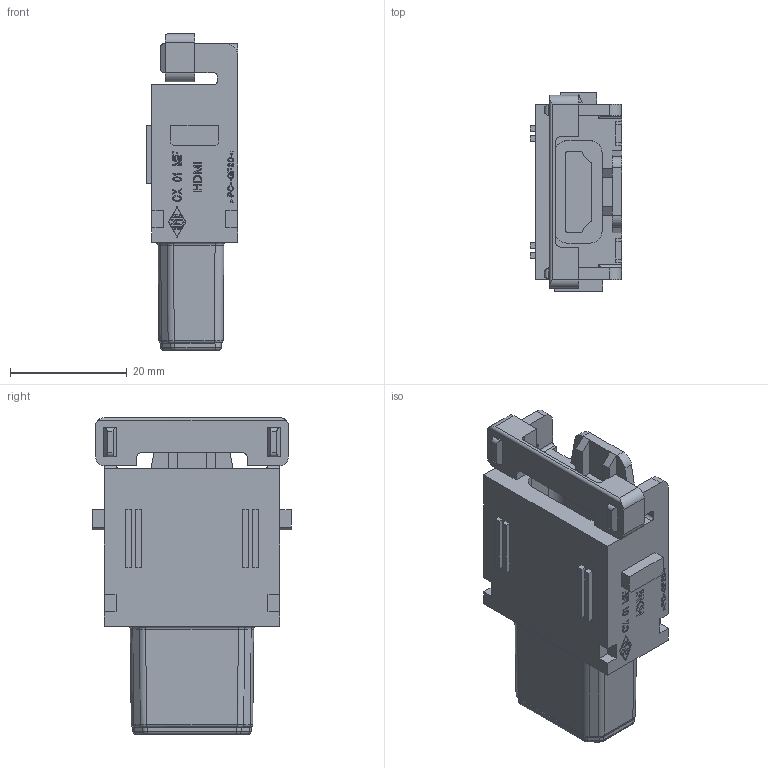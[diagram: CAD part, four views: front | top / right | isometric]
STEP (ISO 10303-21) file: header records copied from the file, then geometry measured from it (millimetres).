
FILE_DESCRIPTION(('Creo Elements/Direct Modeling STEP Export'),'2;1');
FILE_NAME('0lndrr058u4p4hi4384','2021-01-28T 9:36:36',(''),(''),'Creo Elements/Direct Modeling STEP processor for AP214 (Solid Model)','Creo Elements/Direct Modeling 20.1B 02-Apr-2019 (C) Parametric Technology GmbH','');
FILE_SCHEMA(('AUTOMOTIVE_DESIGN { 1 0 10303 214 1 1 1 1 }'));
Length unit declared in the file: millimetre
Products named in the file (2): CX_01_MIF
Assembly tree (1 placements, depth 2):
  CX_01_MIF
    CX_01_MIF
Bounding box: 15.6 x 34 x 54.15 mm (x, y, z)
Volume: 14725 mm3; surface area: 6876 mm2
Topology: 1 solids, 1 shells, 289 faces, 1263 edges, 1018 vertices
Faces by surface type: plane 190, cylinder 73, bspline 12, cone 8, torus 6
Entity records: 14929 total; most frequent: CARTESIAN_POINT 3982, ORIENTED_EDGE 2526, DIRECTION 1818, EDGE_CURVE 1263, VECTOR 1066, LINE 1066, VERTEX_POINT 1018, AXIS2_PLACEMENT_3D 376
